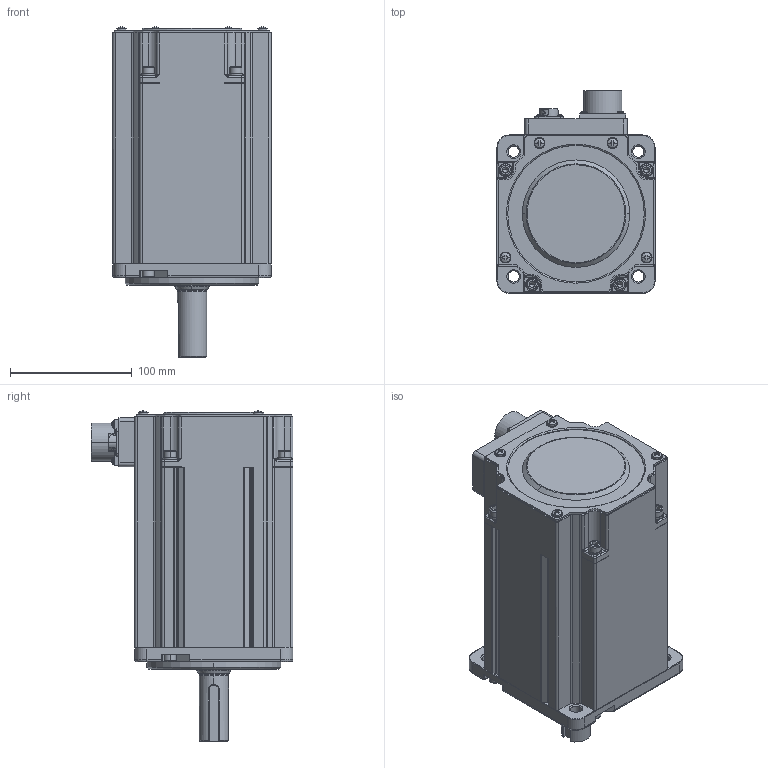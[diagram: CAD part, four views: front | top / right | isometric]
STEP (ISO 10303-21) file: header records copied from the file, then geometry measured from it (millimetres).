
FILE_DESCRIPTION (( 'STEP AP214' ), '1' );
FILE_NAME ('4611170001538 SM3M-135YXNMV.STEP', '2024-02-05T07:15:11', ( '' ), ( '' ), 'SwSTEP 2.0', 'SolidWorks 2015', '' );
FILE_SCHEMA (( 'AUTOMOTIVE_DESIGN' ));
Length unit declared in the file: millimetre
Products named in the file (1): 4611170001538 SM3M-135YXNMV
Bounding box: 130 x 166 x 271.22 mm (x, y, z)
Volume: 3136965.5 mm3; surface area: 172297.2 mm2
Topology: 14 solids, 24 shells, 1543 faces, 3959 edges, 2532 vertices
Faces by surface type: plane 613, cylinder 603, bspline 215, cone 112
Entity records: 55543 total; most frequent: CARTESIAN_POINT 19064, ORIENTED_EDGE 7846, DIRECTION 7276, EDGE_CURVE 3923, AXIS2_PLACEMENT_3D 2758, VERTEX_POINT 2532, VECTOR 1760, LINE 1760
